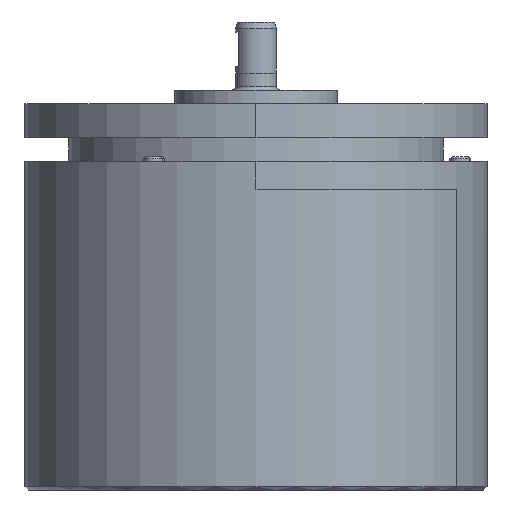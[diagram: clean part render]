
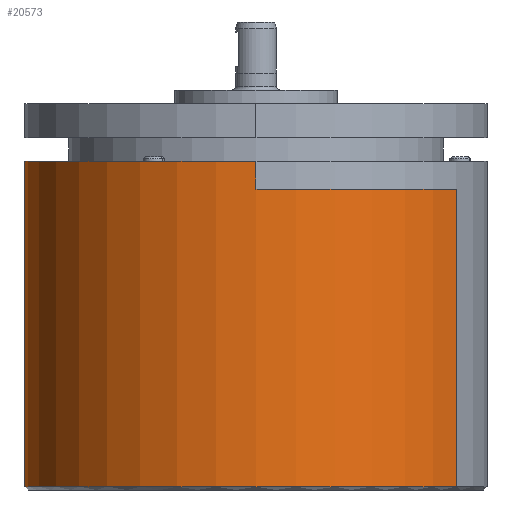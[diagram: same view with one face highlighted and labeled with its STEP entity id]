
A CAD part, left-side view. The second image highlights one B-rep face of the part: STEP entity #20573.
In plain terms, the highlighted cylindrical face has radius 34 mm (diameter 68 mm), a partial arc.
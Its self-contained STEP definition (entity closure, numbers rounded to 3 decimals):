
#3962=DIRECTION('',(0.,0.,1.));
#3963=VECTOR('',#3962,43.7);
#3964=CARTESIAN_POINT('',(-17.,-29.445,-31.3));
#3965=LINE('',#3964,#3963);
#3966=CARTESIAN_POINT('',(0.,0.,12.4));
#3967=DIRECTION('',(0.,0.,1.));
#3968=DIRECTION('',(-1.,0.,0.));
#3969=AXIS2_PLACEMENT_3D('',#3966,#3967,#3968);
#3971=DIRECTION('',(0.,0.,1.));
#3972=VECTOR('',#3971,4.1);
#3973=CARTESIAN_POINT('',(-34.,0.,12.4));
#3974=LINE('',#3973,#3972);
#4056=DIRECTION('',(0.,0.,1.));
#4057=VECTOR('',#4056,16.);
#4058=CARTESIAN_POINT('',(17.,29.445,-3.6));
#4059=LINE('',#4058,#4057);
#4060=CARTESIAN_POINT('',(0.,0.,12.4));
#4061=DIRECTION('',(0.,0.,1.));
#4062=DIRECTION('',(1.,0.,0.));
#4063=AXIS2_PLACEMENT_3D('',#4060,#4061,#4062);
#4065=DIRECTION('',(0.,0.,1.));
#4066=VECTOR('',#4065,4.1);
#4067=CARTESIAN_POINT('',(34.,0.,12.4));
#4068=LINE('',#4067,#4066);
#4069=CARTESIAN_POINT('',(0.,0.,16.5));
#4070=DIRECTION('',(0.,0.,1.));
#4071=DIRECTION('',(1.,0.,0.));
#4072=AXIS2_PLACEMENT_3D('',#4069,#4070,#4071);
#4074=DIRECTION('',(0.,0.,1.));
#4075=VECTOR('',#4074,7.7);
#4076=CARTESIAN_POINT('',(17.,29.445,-31.3));
#4077=LINE('',#4076,#4075);
#4078=DIRECTION('',(0.,0.,1.));
#4079=VECTOR('',#4078,20.);
#4080=CARTESIAN_POINT('',(17.,29.445,-23.6));
#4081=LINE('',#4080,#4079);
#7724=CARTESIAN_POINT('',(0.,0.,-31.3));
#7725=DIRECTION('',(0.,0.,1.));
#7726=DIRECTION('',(0.5,0.866,0.));
#7727=AXIS2_PLACEMENT_3D('',#7724,#7725,#7726);
#16526=CARTESIAN_POINT('',(34.,0.,16.5));
#16527=CARTESIAN_POINT('',(-34.,0.,16.5));
#16528=VERTEX_POINT('',#16526);
#16529=VERTEX_POINT('',#16527);
#17073=CARTESIAN_POINT('',(17.,29.445,-31.3));
#17074=CARTESIAN_POINT('',(-17.,-29.445,-31.3));
#17075=VERTEX_POINT('',#17073);
#17076=VERTEX_POINT('',#17074);
#17149=CARTESIAN_POINT('',(34.,0.,12.4));
#17150=CARTESIAN_POINT('',(17.,29.445,12.4));
#17151=VERTEX_POINT('',#17149);
#17152=VERTEX_POINT('',#17150);
#17153=CARTESIAN_POINT('',(-34.,0.,12.4));
#17154=CARTESIAN_POINT('',(-17.,-29.445,12.4));
#17155=VERTEX_POINT('',#17153);
#17156=VERTEX_POINT('',#17154);
#18397=CARTESIAN_POINT('',(17.,29.445,-23.6));
#18398=CARTESIAN_POINT('',(17.,29.445,-3.6));
#18399=VERTEX_POINT('',#18397);
#18400=VERTEX_POINT('',#18398);
#20554=CARTESIAN_POINT('',(0.,0.,0.));
#20555=DIRECTION('',(0.,0.,1.));
#20556=DIRECTION('',(1.,0.,0.));
#20557=AXIS2_PLACEMENT_3D('',#20554,#20555,#20556);
#20558=CYLINDRICAL_SURFACE('',#20557,34.);
#20559=ORIENTED_EDGE('',*,*,#20477,.T.);
#20560=ORIENTED_EDGE('',*,*,#20475,.F.);
#20561=ORIENTED_EDGE('',*,*,#20473,.T.);
#20563=ORIENTED_EDGE('',*,*,#20562,.T.);
#20564=ORIENTED_EDGE('',*,*,#20469,.F.);
#20565=ORIENTED_EDGE('',*,*,#20467,.T.);
#20566=ORIENTED_EDGE('',*,*,#20465,.F.);
#20568=ORIENTED_EDGE('',*,*,#20567,.F.);
#20569=ORIENTED_EDGE('',*,*,#20453,.T.);
#20570=ORIENTED_EDGE('',*,*,#20545,.T.);
#20571=EDGE_LOOP('',(#20559,#20560,#20561,#20563,#20564,#20565,#20566,#20568,
#20569,#20570));
#20572=FACE_OUTER_BOUND('',#20571,.F.);
#3970=CIRCLE('',#3969,34.);
#4064=CIRCLE('',#4063,34.);
#4073=CIRCLE('',#4072,34.);
#7728=CIRCLE('',#7727,34.);
#20453=EDGE_CURVE('',#17075,#18399,#4077,.T.);
#20465=EDGE_CURVE('',#17076,#17156,#3965,.T.);
#20467=EDGE_CURVE('',#17155,#17156,#3970,.T.);
#20469=EDGE_CURVE('',#17155,#16529,#3974,.T.);
#20473=EDGE_CURVE('',#17151,#16528,#4068,.T.);
#20475=EDGE_CURVE('',#17151,#17152,#4064,.T.);
#20477=EDGE_CURVE('',#18400,#17152,#4059,.T.);
#20545=EDGE_CURVE('',#18399,#18400,#4081,.T.);
#20562=EDGE_CURVE('',#16528,#16529,#4073,.T.);
#20567=EDGE_CURVE('',#17075,#17076,#7728,.T.);
#20573=ADVANCED_FACE('',(#20572),#20558,.T.);
